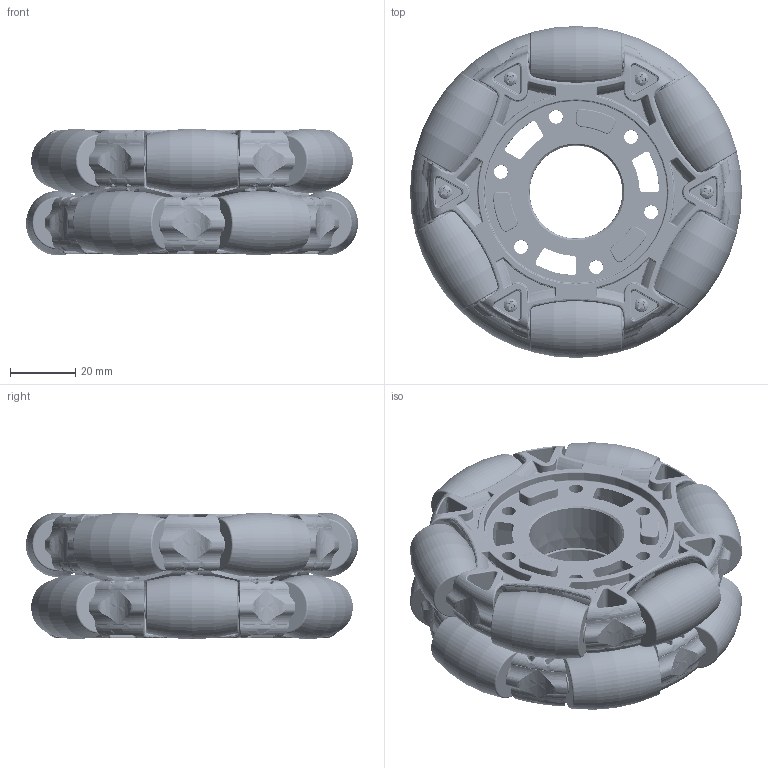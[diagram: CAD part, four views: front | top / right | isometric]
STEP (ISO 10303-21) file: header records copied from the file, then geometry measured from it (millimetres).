
FILE_DESCRIPTION (( 'STEP AP214' ), '1' );
FILE_NAME ('217-6194-000 Rev5.STEP', '2018-05-23T21:09:11', ( '' ), ( '' ), 'SwSTEP 2.0', 'SolidWorks 2017', '' );
FILE_SCHEMA (( 'AUTOMOTIVE_DESIGN' ));
Length unit declared in the file: millimetre
Products named in the file (9): 217-6194-003 Rev8; 217-6194-002 Rev5; 217-2584-009 Rev1; 217-4775-008 Rev1_90116A020; 217-6194-005 Rev1; 217-6194-008 Rev4; 217-6194-000 Rev5; 217-6194-004 Rev4; 217-6194-001 Rev3
Assembly tree (81 placements, depth 2):
  217-6194-000 Rev5
    217-6194-002 Rev5
    217-6194-003 Rev8  x2
    217-6194-001 Rev3  x12
    217-6194-008 Rev4  x12
    217-6194-004 Rev4  x12
    217-2584-009 Rev1  x24
    217-6194-005 Rev1  x6
    217-4775-008 Rev1_90116A020  x12
Bounding box: 101.59 x 101.59 x 38.85 mm (x, y, z)
Volume: 173137.5 mm3; surface area: 116871.1 mm2
Topology: 81 solids, 81 shells, 8088 faces, 19193 edges, 11183 vertices
Faces by surface type: bspline 2820, cylinder 1608, plane 1256, torus 1145, cone 690, sphere 569
Entity records: 202868 total; most frequent: CARTESIAN_POINT 104152, ORIENTED_EDGE 23328, DIRECTION 17504, EDGE_CURVE 11664, AXIS2_PLACEMENT_3D 7861, VERTEX_POINT 6794, EDGE_LOOP 5050, FACE_OUTER_BOUND 4935
